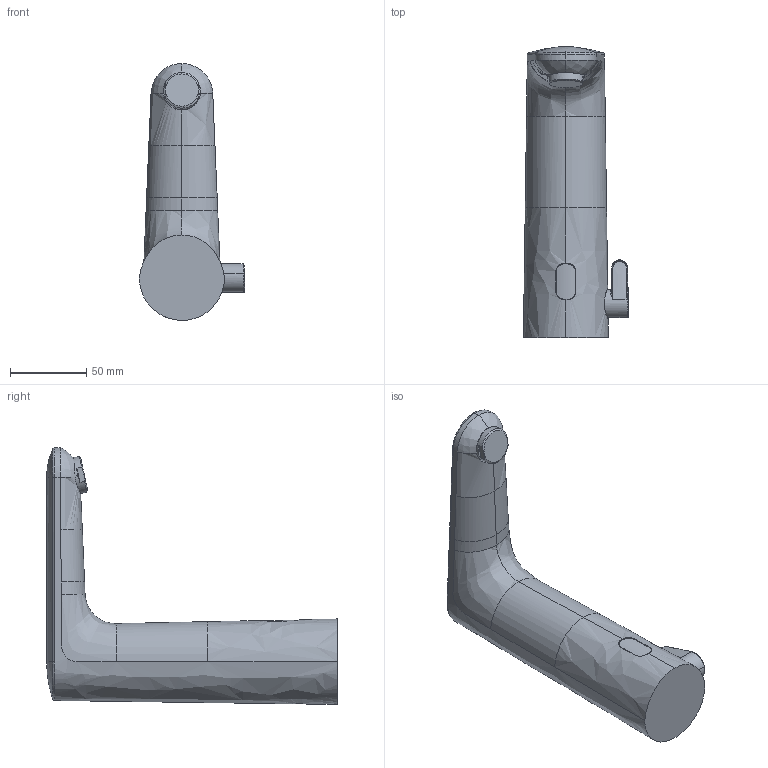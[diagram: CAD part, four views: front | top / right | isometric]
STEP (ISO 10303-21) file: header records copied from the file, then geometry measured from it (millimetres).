
FILE_DESCRIPTION (( 'STEP AP203' ), '1' );
FILE_NAME ('93602009(2023)+93602219(2023)+93631129(2023)+93702009(2023)+93702219(2023).STEP', '2023-04-28T03:38:24', ( '' ), ( '' ), 'SwSTEP 2.0', 'SolidWorks 2016', '' );
FILE_SCHEMA (( 'CONFIG_CONTROL_DESIGN' ));
Length unit declared in the file: millimetre
Products named in the file (1): 93602009(2023)+93602219(2023)+93631129(2023)+93702009(2023)+93702219(2023)
Bounding box: 68.81 x 190 x 167.93 mm (x, y, z)
Volume: 512917.9 mm3; surface area: 49122.3 mm2
Topology: 1 solids, 1 shells, 98 faces, 244 edges, 149 vertices
Faces by surface type: bspline 65, plane 18, cylinder 13, cone 2
Entity records: 15849 total; most frequent: CARTESIAN_POINT 14036, ORIENTED_EDGE 484, EDGE_CURVE 242, B_SPLINE_CURVE_WITH_KNOTS 165, DIRECTION 151, VERTEX_POINT 149, EDGE_LOOP 101, FACE_OUTER_BOUND 98
